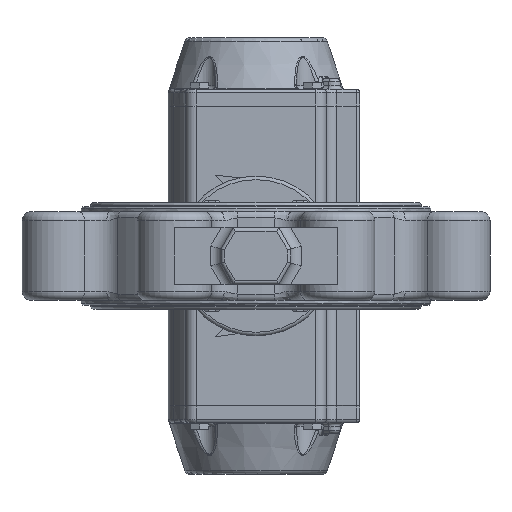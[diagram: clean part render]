
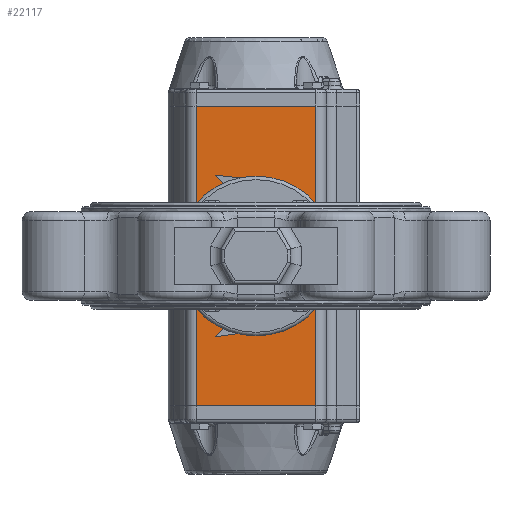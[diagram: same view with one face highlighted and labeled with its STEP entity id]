
A CAD part, front view. The second image highlights one B-rep face of the part: STEP entity #22117.
In plain terms, the highlighted planar face has unit normal (0, -1, 0).
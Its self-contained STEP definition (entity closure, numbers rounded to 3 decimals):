
#626=PLANE('',#24467);
#2109=LINE('',#41749,#3415);
#2110=LINE('',#41753,#3416);
#2111=LINE('',#41755,#3417);
#2112=LINE('',#41757,#3418);
#3415=VECTOR('',#28600,1000.);
#3416=VECTOR('',#28605,1000.);
#3417=VECTOR('',#28606,1000.);
#3418=VECTOR('',#28607,1000.);
#7212=ORIENTED_EDGE('',*,*,#12538,.F.);
#7213=ORIENTED_EDGE('',*,*,#12540,.T.);
#7214=ORIENTED_EDGE('',*,*,#12541,.T.);
#7215=ORIENTED_EDGE('',*,*,#12542,.T.);
#7216=ORIENTED_EDGE('',*,*,#11835,.T.);
#7217=ORIENTED_EDGE('',*,*,#11834,.F.);
#7218=ORIENTED_EDGE('',*,*,#11832,.F.);
#7219=ORIENTED_EDGE('',*,*,#11830,.F.);
#7220=ORIENTED_EDGE('',*,*,#11828,.F.);
#7221=ORIENTED_EDGE('',*,*,#11826,.F.);
#7222=ORIENTED_EDGE('',*,*,#11824,.F.);
#7223=ORIENTED_EDGE('',*,*,#11822,.F.);
#7224=ORIENTED_EDGE('',*,*,#11820,.F.);
#11820=EDGE_CURVE('',#14885,#14885,#16870,.T.);
#11822=EDGE_CURVE('',#14888,#14888,#16872,.T.);
#11824=EDGE_CURVE('',#14891,#14891,#16874,.T.);
#11826=EDGE_CURVE('',#14894,#14894,#16876,.T.);
#11828=EDGE_CURVE('',#14897,#14897,#16878,.T.);
#11830=EDGE_CURVE('',#14900,#14900,#16880,.T.);
#11832=EDGE_CURVE('',#14903,#14903,#16882,.T.);
#11834=EDGE_CURVE('',#14906,#14906,#16884,.T.);
#11835=EDGE_CURVE('',#14907,#14907,#16885,.T.);
#12538=EDGE_CURVE('',#15366,#15367,#2109,.T.);
#12540=EDGE_CURVE('',#15366,#15368,#2110,.T.);
#12541=EDGE_CURVE('',#15368,#15369,#2111,.T.);
#12542=EDGE_CURVE('',#15369,#15367,#2112,.T.);
#14885=VERTEX_POINT('',#35544);
#14888=VERTEX_POINT('',#35551);
#14891=VERTEX_POINT('',#35558);
#14894=VERTEX_POINT('',#35565);
#14897=VERTEX_POINT('',#35572);
#14900=VERTEX_POINT('',#35579);
#14903=VERTEX_POINT('',#35586);
#14906=VERTEX_POINT('',#35593);
#14907=VERTEX_POINT('',#35596);
#15366=VERTEX_POINT('',#41748);
#15367=VERTEX_POINT('',#41750);
#15368=VERTEX_POINT('',#41754);
#15369=VERTEX_POINT('',#41756);
#16870=CIRCLE('',#23889,2.5);
#16872=CIRCLE('',#23893,2.5);
#16874=CIRCLE('',#23897,2.5);
#16876=CIRCLE('',#23901,2.5);
#16878=CIRCLE('',#23905,3.4);
#16880=CIRCLE('',#23909,3.4);
#16882=CIRCLE('',#23913,3.4);
#16884=CIRCLE('',#23917,3.4);
#16885=CIRCLE('',#23919,20.5);
#18584=EDGE_LOOP('',(#7212,#7213,#7214,#7215));
#18585=EDGE_LOOP('',(#7216));
#18586=EDGE_LOOP('',(#7217));
#18587=EDGE_LOOP('',(#7218));
#18588=EDGE_LOOP('',(#7219));
#18589=EDGE_LOOP('',(#7220));
#18590=EDGE_LOOP('',(#7221));
#18591=EDGE_LOOP('',(#7222));
#18592=EDGE_LOOP('',(#7223));
#18593=EDGE_LOOP('',(#7224));
#20319=FACE_BOUND('',#18584,.T.);
#20320=FACE_BOUND('',#18585,.T.);
#20321=FACE_BOUND('',#18586,.T.);
#20322=FACE_BOUND('',#18587,.T.);
#20323=FACE_BOUND('',#18588,.T.);
#20324=FACE_BOUND('',#18589,.T.);
#20325=FACE_BOUND('',#18590,.T.);
#20326=FACE_BOUND('',#18591,.T.);
#20327=FACE_BOUND('',#18592,.T.);
#20328=FACE_BOUND('',#18593,.T.);
#22117=ADVANCED_FACE('',(#20319,#20320,#20321,#20322,#20323,#20324,#20325,
#20326,#20327,#20328),#626,.F.);
#23889=AXIS2_PLACEMENT_3D('',#35543,#27223,#27224);
#23893=AXIS2_PLACEMENT_3D('',#35550,#27231,#27232);
#23897=AXIS2_PLACEMENT_3D('',#35557,#27239,#27240);
#23901=AXIS2_PLACEMENT_3D('',#35564,#27247,#27248);
#23905=AXIS2_PLACEMENT_3D('',#35571,#27255,#27256);
#23909=AXIS2_PLACEMENT_3D('',#35578,#27263,#27264);
#23913=AXIS2_PLACEMENT_3D('',#35585,#27271,#27272);
#23917=AXIS2_PLACEMENT_3D('',#35592,#27279,#27280);
#23919=AXIS2_PLACEMENT_3D('',#35595,#27283,#27284);
#24467=AXIS2_PLACEMENT_3D('',#41752,#28603,#28604);
#27223=DIRECTION('',(0.,-1.,0.));
#27224=DIRECTION('',(0.,0.,-1.));
#27231=DIRECTION('',(0.,-1.,0.));
#27232=DIRECTION('',(0.,0.,-1.));
#27239=DIRECTION('',(0.,-1.,0.));
#27240=DIRECTION('',(0.,0.,-1.));
#27247=DIRECTION('',(0.,-1.,0.));
#27248=DIRECTION('',(0.,0.,-1.));
#27255=DIRECTION('',(0.,-1.,0.));
#27256=DIRECTION('',(0.,0.,-1.));
#27263=DIRECTION('',(0.,-1.,0.));
#27264=DIRECTION('',(0.,0.,-1.));
#27271=DIRECTION('',(0.,-1.,0.));
#27272=DIRECTION('',(0.,0.,-1.));
#27279=DIRECTION('',(0.,-1.,0.));
#27280=DIRECTION('',(0.,0.,-1.));
#27283=DIRECTION('',(0.,1.,0.));
#27284=DIRECTION('',(-1.,0.,0.));
#28600=DIRECTION('',(0.,0.,-1.));
#28603=DIRECTION('',(0.,1.,0.));
#28604=DIRECTION('',(1.,0.,0.));
#28605=DIRECTION('',(-1.,0.,0.));
#28606=DIRECTION('',(0.,0.,-1.));
#28607=DIRECTION('',(1.,0.,0.));
#35543=CARTESIAN_POINT('',(-17.678,-58.,-17.678));
#35544=CARTESIAN_POINT('',(-17.678,-58.,-20.178));
#35550=CARTESIAN_POINT('',(17.678,-58.,-17.678));
#35551=CARTESIAN_POINT('',(17.678,-58.,-20.178));
#35557=CARTESIAN_POINT('',(17.678,-58.,17.678));
#35558=CARTESIAN_POINT('',(17.678,-58.,15.178));
#35564=CARTESIAN_POINT('',(-17.678,-58.,17.678));
#35565=CARTESIAN_POINT('',(-17.678,-58.,15.178));
#35571=CARTESIAN_POINT('',(-24.749,-58.,-24.749));
#35572=CARTESIAN_POINT('',(-24.749,-58.,-28.149));
#35578=CARTESIAN_POINT('',(24.749,-58.,-24.749));
#35579=CARTESIAN_POINT('',(24.749,-58.,-28.149));
#35585=CARTESIAN_POINT('',(24.749,-58.,24.749));
#35586=CARTESIAN_POINT('',(24.749,-58.,21.349));
#35592=CARTESIAN_POINT('',(-24.749,-58.,24.749));
#35593=CARTESIAN_POINT('',(-24.749,-58.,21.349));
#35595=CARTESIAN_POINT('',(0.,-58.,0.));
#35596=CARTESIAN_POINT('',(-20.5,-58.,0.));
#41748=CARTESIAN_POINT('',(33.75,-58.,84.));
#41749=CARTESIAN_POINT('',(33.75,-58.,84.5));
#41750=CARTESIAN_POINT('',(33.75,-58.,-84.));
#41752=CARTESIAN_POINT('',(33.75,-58.,84.5));
#41753=CARTESIAN_POINT('',(-33.75,-58.,84.));
#41754=CARTESIAN_POINT('',(-33.75,-58.,84.));
#41755=CARTESIAN_POINT('',(-33.75,-58.,84.5));
#41756=CARTESIAN_POINT('',(-33.75,-58.,-84.));
#41757=CARTESIAN_POINT('',(33.75,-58.,-84.));
